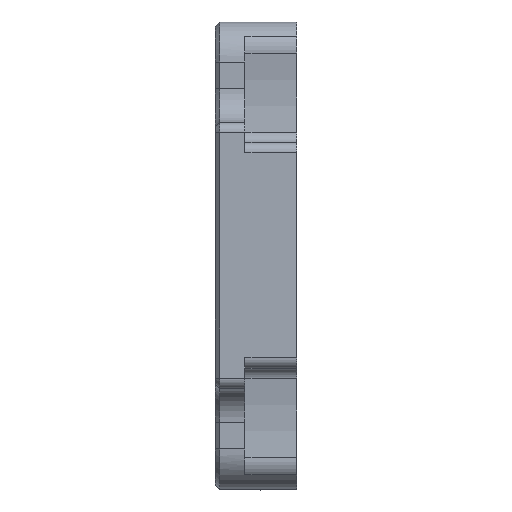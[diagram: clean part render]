
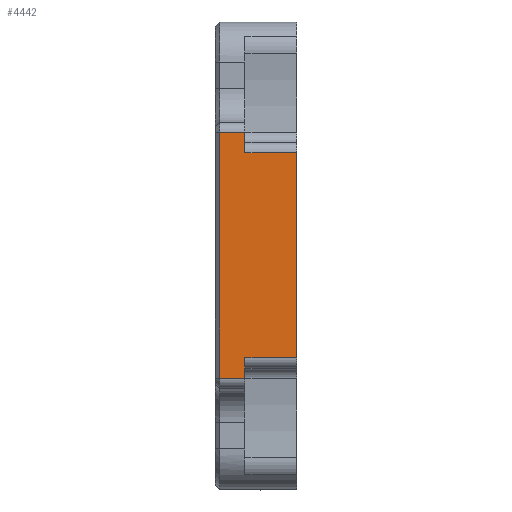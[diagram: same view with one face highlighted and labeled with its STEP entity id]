
A CAD part, top view. The second image highlights one B-rep face of the part: STEP entity #4442.
In plain terms, the highlighted planar face has unit normal (0, 0, 1).
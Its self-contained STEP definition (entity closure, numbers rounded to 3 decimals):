
#168=PLANE('',#4814);
#369=LINE('',#6620,#605);
#413=LINE('',#6931,#649);
#414=LINE('',#6932,#650);
#415=LINE('',#6934,#651);
#416=LINE('',#6936,#652);
#417=LINE('',#6938,#653);
#418=LINE('',#6940,#654);
#419=LINE('',#6941,#655);
#605=VECTOR('',#5411,1000.);
#649=VECTOR('',#5543,1000.);
#650=VECTOR('',#5544,1000.);
#651=VECTOR('',#5545,1000.);
#652=VECTOR('',#5546,1000.);
#653=VECTOR('',#5547,1000.);
#654=VECTOR('',#5548,1000.);
#655=VECTOR('',#5549,1000.);
#862=FACE_OUTER_BOUND('',#1129,.T.);
#1129=EDGE_LOOP('',(#3313,#3314,#3315,#3316,#3317,#3318,#3319,#3320));
#1920=VERTEX_POINT('',#6614);
#1921=VERTEX_POINT('',#6618);
#1953=VERTEX_POINT('',#6929);
#1954=VERTEX_POINT('',#6930);
#1955=VERTEX_POINT('',#6933);
#1956=VERTEX_POINT('',#6935);
#1957=VERTEX_POINT('',#6937);
#1958=VERTEX_POINT('',#6939);
#2415=EDGE_CURVE('',#1921,#1920,#369,.T.);
#2478=EDGE_CURVE('',#1953,#1954,#413,.T.);
#2479=EDGE_CURVE('',#1954,#1920,#414,.T.);
#2480=EDGE_CURVE('',#1921,#1955,#415,.T.);
#2481=EDGE_CURVE('',#1955,#1956,#416,.T.);
#2482=EDGE_CURVE('',#1956,#1957,#417,.T.);
#2483=EDGE_CURVE('',#1957,#1958,#418,.T.);
#2484=EDGE_CURVE('',#1958,#1953,#419,.T.);
#3313=ORIENTED_EDGE('',*,*,#2478,.T.);
#3314=ORIENTED_EDGE('',*,*,#2479,.T.);
#3315=ORIENTED_EDGE('',*,*,#2415,.F.);
#3316=ORIENTED_EDGE('',*,*,#2480,.T.);
#3317=ORIENTED_EDGE('',*,*,#2481,.T.);
#3318=ORIENTED_EDGE('',*,*,#2482,.T.);
#3319=ORIENTED_EDGE('',*,*,#2483,.T.);
#3320=ORIENTED_EDGE('',*,*,#2484,.T.);
#4442=ADVANCED_FACE('',(#862),#168,.T.);
#4814=AXIS2_PLACEMENT_3D('',#6928,#5541,#5542);
#5411=DIRECTION('',(0.,1.,0.));
#5541=DIRECTION('center_axis',(0.,0.,
1.));
#5542=DIRECTION('ref_axis',(1.,0.,0.));
#5543=DIRECTION('',(0.,1.,0.));
#5544=DIRECTION('',(-1.,0.,0.));
#5545=DIRECTION('',(1.,0.,0.));
#5546=DIRECTION('',(0.,1.,0.));
#5547=DIRECTION('',(1.,0.,0.));
#5548=DIRECTION('',(0.,1.,0.));
#5549=DIRECTION('',(-1.,0.,0.));
#6614=CARTESIAN_POINT('',(-21.8,11.6,-58.999));
#6618=CARTESIAN_POINT('',(-21.8,-11.6,-58.999));
#6620=CARTESIAN_POINT('',(-21.8,14.505,-58.999));
#6928=CARTESIAN_POINT('Origin',(-25.1,8.,-58.999));
#6929=CARTESIAN_POINT('',(-19.4,9.7,-58.999));
#6930=CARTESIAN_POINT('',(-19.4,11.6,-58.999));
#6931=CARTESIAN_POINT('',(-19.4,8.,-58.999));
#6932=CARTESIAN_POINT('',(-25.1,11.6,-58.999));
#6933=CARTESIAN_POINT('',(-19.4,-11.6,-58.999));
#6934=CARTESIAN_POINT('',(-25.1,-11.6,-58.999));
#6935=CARTESIAN_POINT('',(-19.4,-9.7,-58.999));
#6936=CARTESIAN_POINT('',(-19.4,8.,-58.999));
#6937=CARTESIAN_POINT('',(-14.5,-9.7,-58.999));
#6938=CARTESIAN_POINT('',(-25.1,-9.7,-58.999));
#6939=CARTESIAN_POINT('',(-14.5,9.7,-58.999));
#6940=CARTESIAN_POINT('',(-14.5,8.,-58.999));
#6941=CARTESIAN_POINT('',(-25.1,9.7,-58.999));
